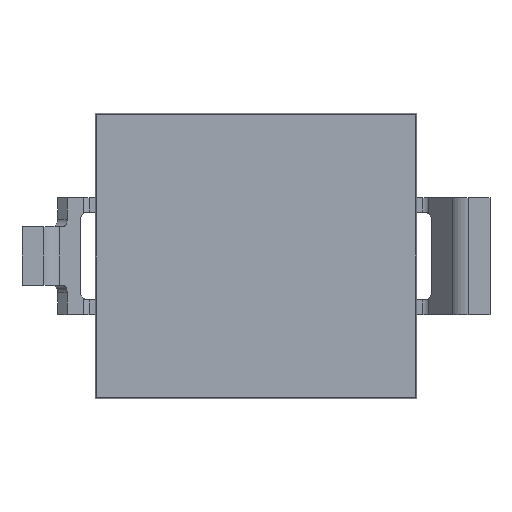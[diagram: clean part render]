
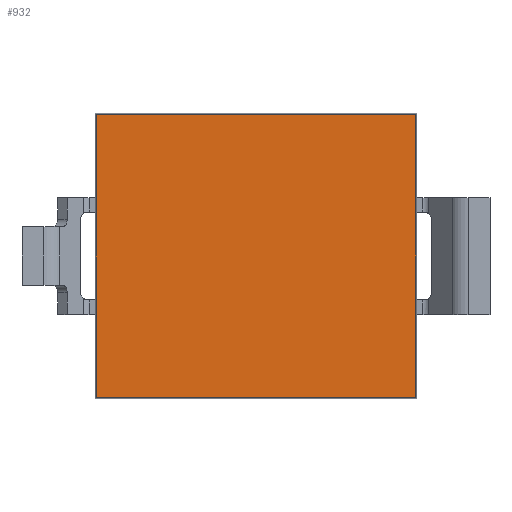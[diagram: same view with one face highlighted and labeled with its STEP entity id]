
A CAD part, front view. The second image highlights one B-rep face of the part: STEP entity #932.
In plain terms, the highlighted planar face has unit normal (0, -1, 0).
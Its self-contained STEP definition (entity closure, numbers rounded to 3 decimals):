
#48 = VECTOR ( 'NONE', #1069, 1000. ) ;
#68 = CARTESIAN_POINT ( 'NONE',  ( 2.183, -0.415, -1.95 ) ) ;
#155 = CARTESIAN_POINT ( 'NONE',  ( 2.183, -0.415, 1.933 ) ) ;
#174 = AXIS2_PLACEMENT_3D ( 'NONE', #1062, #1543, #1740 ) ;
#405 = LINE ( 'NONE', #1686, #1797 ) ;
#412 = CARTESIAN_POINT ( 'NONE',  ( 2.183, -0.415, -1.933 ) ) ;
#488 = ORIENTED_EDGE ( 'NONE', *, *, #1613, .F. ) ;
#646 = ORIENTED_EDGE ( 'NONE', *, *, #1188, .F. ) ;
#648 = VERTEX_POINT ( 'NONE', #2052 ) ;
#662 = CARTESIAN_POINT ( 'NONE',  ( -2.2, -0.415, -1.933 ) ) ;
#771 = ORIENTED_EDGE ( 'NONE', *, *, #2076, .F. ) ;
#911 = DIRECTION ( 'NONE',  ( 0., 0., -1. ) ) ;
#932 = ADVANCED_FACE ( 'NONE', ( #1262 ), #1340, .F. ) ;
#1047 = LINE ( 'NONE', #662, #1667 ) ;
#1048 = LINE ( 'NONE', #68, #2064 ) ;
#1062 = CARTESIAN_POINT ( 'NONE',  ( 0., -0.415, 0. ) ) ;
#1069 = DIRECTION ( 'NONE',  ( 1., 0., 0. ) ) ;
#1188 = EDGE_CURVE ( 'NONE', #648, #1508, #405, .T. ) ;
#1262 = FACE_OUTER_BOUND ( 'NONE', #1885, .T. ) ;
#1340 = PLANE ( 'NONE',  #174 ) ;
#1344 = EDGE_CURVE ( 'NONE', #1508, #1492, #1926, .T. ) ;
#1363 = DIRECTION ( 'NONE',  ( 0., 0., 1. ) ) ;
#1477 = DIRECTION ( 'NONE',  ( -1., 0., 0. ) ) ;
#1492 = VERTEX_POINT ( 'NONE', #155 ) ;
#1508 = VERTEX_POINT ( 'NONE', #1801 ) ;
#1543 = DIRECTION ( 'NONE',  ( 0., 1., 0. ) ) ;
#1568 = CARTESIAN_POINT ( 'NONE',  ( 2.2, -0.415, 1.933 ) ) ;
#1599 = ORIENTED_EDGE ( 'NONE', *, *, #1344, .F. ) ;
#1613 = EDGE_CURVE ( 'NONE', #1723, #648, #1047, .T. ) ;
#1667 = VECTOR ( 'NONE', #1477, 1000. ) ;
#1686 = CARTESIAN_POINT ( 'NONE',  ( -2.183, -0.415, 1.95 ) ) ;
#1723 = VERTEX_POINT ( 'NONE', #412 ) ;
#1740 = DIRECTION ( 'NONE',  ( 0., 0., 1. ) ) ;
#1797 = VECTOR ( 'NONE', #1363, 1000. ) ;
#1801 = CARTESIAN_POINT ( 'NONE',  ( -2.183, -0.415, 1.933 ) ) ;
#1885 = EDGE_LOOP ( 'NONE', ( #646, #488, #771, #1599 ) ) ;
#1926 = LINE ( 'NONE', #1568, #48 ) ;
#2052 = CARTESIAN_POINT ( 'NONE',  ( -2.183, -0.415, -1.933 ) ) ;
#2064 = VECTOR ( 'NONE', #911, 1000. ) ;
#2076 = EDGE_CURVE ( 'NONE', #1492, #1723, #1048, .T. ) ;
